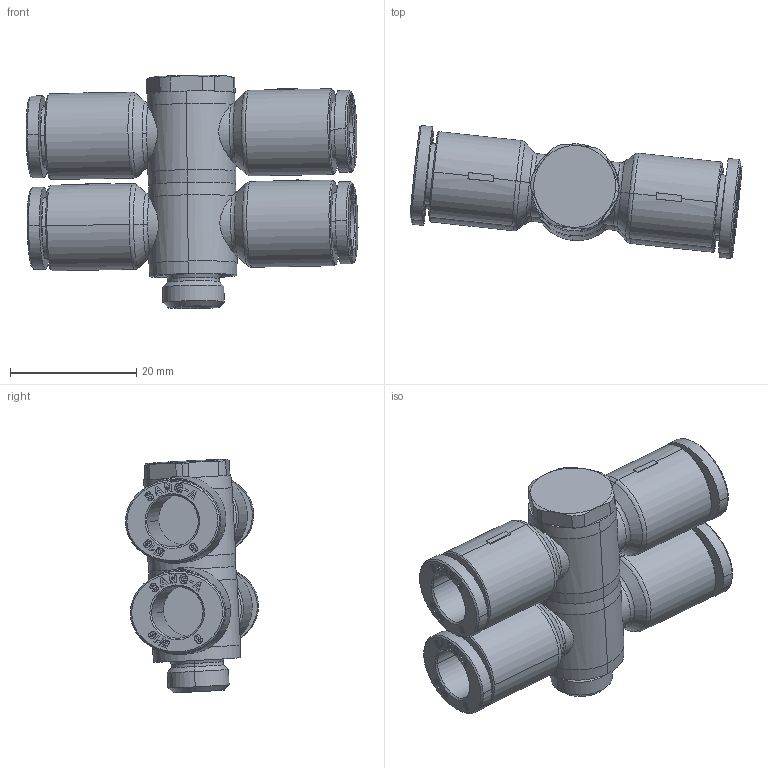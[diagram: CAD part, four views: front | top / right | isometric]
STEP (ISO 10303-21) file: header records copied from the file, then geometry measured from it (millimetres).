
FILE_DESCRIPTION (( 'STEP AP214' ), '1' );
FILE_NAME ('GPGT_08G01(2)(3D).STEP', '2015-11-03T09:27:35', ( '' ), ( '' ), 'SwSTEP 2.0', 'SolidWorks 2015', '' );
FILE_SCHEMA (( 'AUTOMOTIVE_DESIGN' ));
Length unit declared in the file: millimetre
Products named in the file (2): GPGT_08G01(2)(3D); ｦ+ﾃｦ1
Assembly tree (1 placements, depth 2):
  GPGT_08G01(2)(3D)
    ｦ+ﾃｦ1
Bounding box: 52.64 x 21.08 x 37.02 mm (x, y, z)
Volume: 10903 mm3; surface area: 10496.2 mm2
Topology: 1 solids, 1 shells, 1678 faces, 4713 edges, 3116 vertices
Faces by surface type: plane 1391, bspline 128, cylinder 84, cone 67, torus 8
Entity records: 58320 total; most frequent: CARTESIAN_POINT 14658, ORIENTED_EDGE 9422, DIRECTION 7784, EDGE_CURVE 4711, LINE 4072, VECTOR 4072, VERTEX_POINT 3116, AXIS2_PLACEMENT_3D 1856
